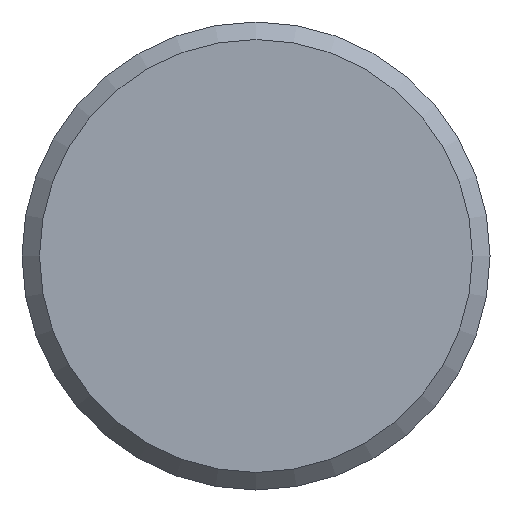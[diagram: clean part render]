
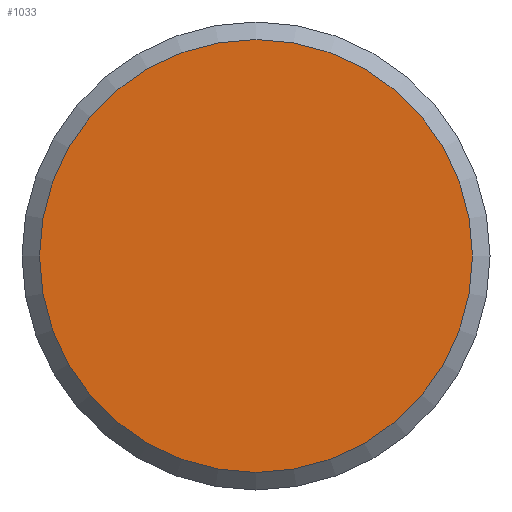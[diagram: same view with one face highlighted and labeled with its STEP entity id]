
A CAD part, front view. The second image highlights one B-rep face of the part: STEP entity #1033.
In plain terms, the highlighted planar face has unit normal (0, -1, 0).
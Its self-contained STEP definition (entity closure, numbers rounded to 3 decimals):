
#109=PLANE('',#1222);
#152=FACE_OUTER_BOUND('',#210,.T.);
#210=EDGE_LOOP('',(#745));
#468=CIRCLE('',#1216,3.7);
#486=VERTEX_POINT('',#1524);
#586=EDGE_CURVE('',#486,#486,#468,.T.);
#745=ORIENTED_EDGE('',*,*,#586,.F.);
#1033=ADVANCED_FACE('',(#152),#109,.T.);
#1216=AXIS2_PLACEMENT_3D('',#1525,#1289,#1290);
#1222=AXIS2_PLACEMENT_3D('',#1537,#1303,#1304);
#1289=DIRECTION('center_axis',(0.,1.,0.));
#1290=DIRECTION('ref_axis',(-1.,0.,0.));
#1303=DIRECTION('center_axis',(0.,-1.,0.));
#1304=DIRECTION('ref_axis',(0.,0.,-1.));
#1524=CARTESIAN_POINT('',(3.7,0.,0.));
#1525=CARTESIAN_POINT('Origin',(0.,0.,0.));
#1537=CARTESIAN_POINT('Origin',(0.,0.,0.));
